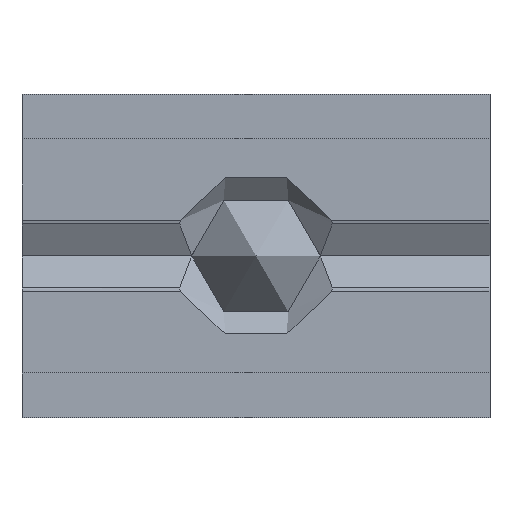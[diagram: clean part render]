
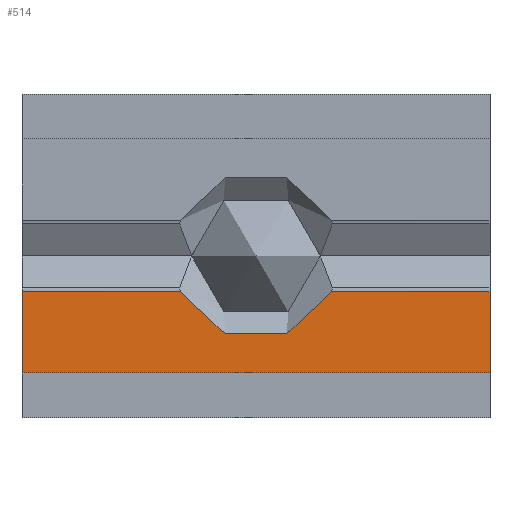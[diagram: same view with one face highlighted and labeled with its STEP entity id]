
A CAD part, top view. The second image highlights one B-rep face of the part: STEP entity #514.
In plain terms, the highlighted planar face has unit normal (0, 0, 1).
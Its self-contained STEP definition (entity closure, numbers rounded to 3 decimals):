
#16 = CARTESIAN_POINT ( 'NONE',  ( 12., 2.08, 0.9 ) ) ;
#66 = EDGE_CURVE ( 'NONE', #885, #570, #593, .T. ) ;
#138 = VECTOR ( 'NONE', #237, 1000. ) ;
#139 = DIRECTION ( 'NONE',  ( 1., 0., 0. ) ) ;
#147 = CARTESIAN_POINT ( 'NONE',  ( 0., 0., 0.9 ) ) ;
#167 = ORIENTED_EDGE ( 'NONE', *, *, #979, .F. ) ;
#183 = EDGE_CURVE ( 'NONE', #885, #464, #498, .T. ) ;
#200 = ORIENTED_EDGE ( 'NONE', *, *, #66, .F. ) ;
#211 = EDGE_CURVE ( 'NONE', #464, #485, #399, .T. ) ;
#215 = DIRECTION ( 'NONE',  ( 1., 0., 0. ) ) ;
#237 = DIRECTION ( 'NONE',  ( 0., 1., 0. ) ) ;
#261 = LINE ( 'NONE', #1092, #299 ) ;
#270 = LINE ( 'NONE', #1136, #727 ) ;
#282 = ORIENTED_EDGE ( 'NONE', *, *, #1137, .T. ) ;
#299 = VECTOR ( 'NONE', #215, 1000. ) ;
#310 = AXIS2_PLACEMENT_3D ( 'NONE', #1077, #384, #657 ) ;
#312 = CARTESIAN_POINT ( 'NONE',  ( 0., 0., 0.9 ) ) ;
#324 = CARTESIAN_POINT ( 'NONE',  ( 0., 0., 0.9 ) ) ;
#332 = FACE_OUTER_BOUND ( 'NONE', #441, .T. ) ;
#359 = VERTEX_POINT ( 'NONE', #371 ) ;
#371 = CARTESIAN_POINT ( 'NONE',  ( 4.057, 2.08, 0.9 ) ) ;
#384 = DIRECTION ( 'NONE',  ( 0., 0., 1. ) ) ;
#385 = CARTESIAN_POINT ( 'NONE',  ( 6., 3., 0.9 ) ) ;
#399 = LINE ( 'NONE', #786, #613 ) ;
#408 = ORIENTED_EDGE ( 'NONE', *, *, #660, .F. ) ;
#416 = VECTOR ( 'NONE', #139, 1000. ) ;
#437 = CARTESIAN_POINT ( 'NONE',  ( 7.943, 2.08, 0.9 ) ) ;
#441 = EDGE_LOOP ( 'NONE', ( #282, #167, #200, #940, #520, #408 ) ) ;
#464 = VERTEX_POINT ( 'NONE', #640 ) ;
#483 = CIRCLE ( 'NONE', #558, 2.15 ) ;
#485 = VERTEX_POINT ( 'NONE', #16 ) ;
#498 = LINE ( 'NONE', #324, #416 ) ;
#514 = ADVANCED_FACE ( 'NONE', ( #332 ), #736, .T. ) ;
#520 = ORIENTED_EDGE ( 'NONE', *, *, #211, .T. ) ;
#558 = AXIS2_PLACEMENT_3D ( 'NONE', #385, #1076, #1073 ) ;
#570 = VERTEX_POINT ( 'NONE', #571 ) ;
#571 = CARTESIAN_POINT ( 'NONE',  ( 0., 2.08, 0.9 ) ) ;
#593 = LINE ( 'NONE', #312, #138 ) ;
#613 = VECTOR ( 'NONE', #867, 1000. ) ;
#640 = CARTESIAN_POINT ( 'NONE',  ( 12., 0., 0.9 ) ) ;
#657 = DIRECTION ( 'NONE',  ( 0., -1., 0. ) ) ;
#660 = EDGE_CURVE ( 'NONE', #857, #485, #261, .T. ) ;
#727 = VECTOR ( 'NONE', #768, 1000. ) ;
#736 = PLANE ( 'NONE',  #310 ) ;
#768 = DIRECTION ( 'NONE',  ( 1., 0., 0. ) ) ;
#786 = CARTESIAN_POINT ( 'NONE',  ( 12., 0.2, 0.9 ) ) ;
#857 = VERTEX_POINT ( 'NONE', #437 ) ;
#867 = DIRECTION ( 'NONE',  ( 0., 1., 0. ) ) ;
#885 = VERTEX_POINT ( 'NONE', #147 ) ;
#940 = ORIENTED_EDGE ( 'NONE', *, *, #183, .T. ) ;
#979 = EDGE_CURVE ( 'NONE', #570, #359, #270, .T. ) ;
#1073 = DIRECTION ( 'NONE',  ( 1., 0., 0. ) ) ;
#1076 = DIRECTION ( 'NONE',  ( 0., 0., -1. ) ) ;
#1077 = CARTESIAN_POINT ( 'NONE',  ( 0., 0.2, 0.9 ) ) ;
#1092 = CARTESIAN_POINT ( 'NONE',  ( 0., 2.08, 0.9 ) ) ;
#1136 = CARTESIAN_POINT ( 'NONE',  ( 0., 2.08, 0.9 ) ) ;
#1137 = EDGE_CURVE ( 'NONE', #857, #359, #483, .T. ) ;
